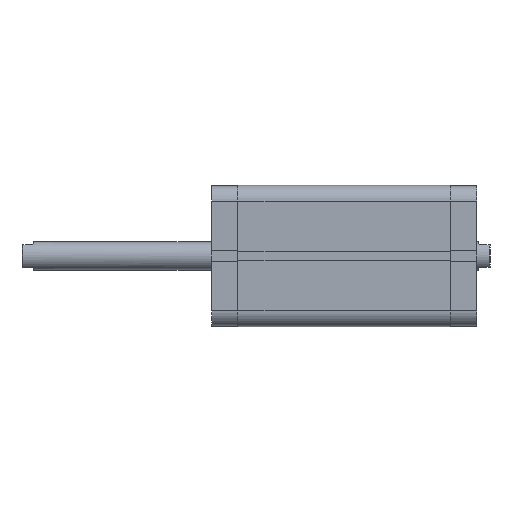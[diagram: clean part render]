
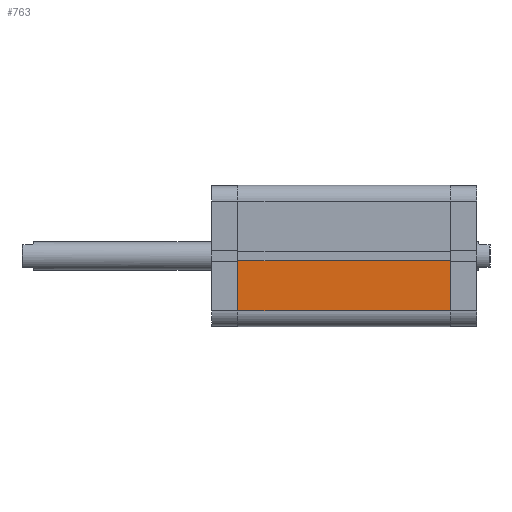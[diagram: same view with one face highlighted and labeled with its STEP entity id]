
A CAD part, front view. The second image highlights one B-rep face of the part: STEP entity #763.
In plain terms, the highlighted planar face has unit normal (0, -1, 0).
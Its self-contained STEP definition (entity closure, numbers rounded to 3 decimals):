
#763 = ADVANCED_FACE ( 'NONE', ( #3157 ), #4155, .F. ) ;
#1690 = AXIS2_PLACEMENT_3D ( 'NONE', #4154, #4157, #4158 ) ;
#2157 = EDGE_CURVE ( 'NONE', #3561, #3508, #5613, .T. ) ;
#2158 = EDGE_CURVE ( 'NONE', #3561, #3515, #5615, .T. ) ;
#2161 = EDGE_CURVE ( 'NONE', #3508, #3630, #5621, .T. ) ;
#2162 = EDGE_CURVE ( 'NONE', #3515, #3630, #5619, .T. ) ;
#2474 = ORIENTED_EDGE ( 'NONE', *, *, #2158, .T. ) ;
#2475 = ORIENTED_EDGE ( 'NONE', *, *, #2157, .F. ) ;
#2476 = ORIENTED_EDGE ( 'NONE', *, *, #2161, .F. ) ;
#2477 = ORIENTED_EDGE ( 'NONE', *, *, #2162, .T. ) ;
#2854 = EDGE_LOOP ( 'NONE', ( #2477, #2476, #2475, #2474 ) ) ;
#3157 = FACE_OUTER_BOUND ( 'NONE', #2854, .T. ) ;
#3508 = VERTEX_POINT ( 'NONE', #6974 ) ;
#3515 = VERTEX_POINT ( 'NONE', #6981 ) ;
#3561 = VERTEX_POINT ( 'NONE', #7026 ) ;
#3630 = VERTEX_POINT ( 'NONE', #7094 ) ;
#4154 = CARTESIAN_POINT ( 'NONE',  ( 0., -40., 120.5 ) ) ;
#4155 = PLANE ( 'NONE',  #1690 ) ;
#4157 = DIRECTION ( 'NONE',  ( 0., 1., 0. ) ) ;
#4158 = DIRECTION ( 'NONE',  ( 0., 0., 1. ) ) ;
#5613 = LINE ( 'NONE', #6502, #5614 ) ;
#5614 = VECTOR ( 'NONE', #6503, 1000. ) ;
#5615 = LINE ( 'NONE', #6505, #5616 ) ;
#5616 = VECTOR ( 'NONE', #6506, 1000. ) ;
#5619 = LINE ( 'NONE', #6504, #5623 ) ;
#5621 = LINE ( 'NONE', #6512, #5622 ) ;
#5622 = VECTOR ( 'NONE', #6513, 1000. ) ;
#5623 = VECTOR ( 'NONE', #6515, 1000. ) ;
#6502 = CARTESIAN_POINT ( 'NONE',  ( 0., -40., 120.5 ) ) ;
#6503 = DIRECTION ( 'NONE',  ( 1., 0., 0. ) ) ;
#6504 = CARTESIAN_POINT ( 'NONE',  ( 0., -40., 0. ) ) ;
#6505 = CARTESIAN_POINT ( 'NONE',  ( -31., -40., 120.5 ) ) ;
#6506 = DIRECTION ( 'NONE',  ( 0., 0., -1. ) ) ;
#6512 = CARTESIAN_POINT ( 'NONE',  ( -2.6, -40., 120.5 ) ) ;
#6513 = DIRECTION ( 'NONE',  ( 0., 0., -1. ) ) ;
#6515 = DIRECTION ( 'NONE',  ( 1., 0., 0. ) ) ;
#6974 = CARTESIAN_POINT ( 'NONE',  ( -2.6, -40., 120.5 ) ) ;
#6981 = CARTESIAN_POINT ( 'NONE',  ( -31., -40., 0. ) ) ;
#7026 = CARTESIAN_POINT ( 'NONE',  ( -31., -40., 120.5 ) ) ;
#7094 = CARTESIAN_POINT ( 'NONE',  ( -2.6, -40., 0. ) ) ;
